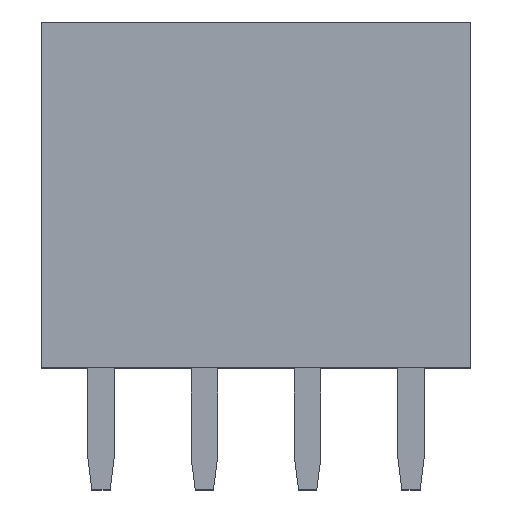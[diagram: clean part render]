
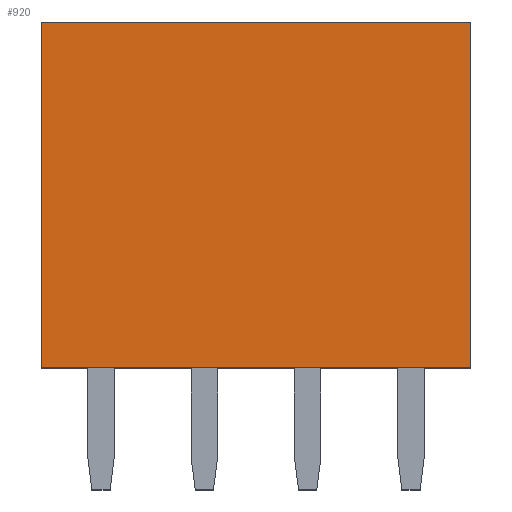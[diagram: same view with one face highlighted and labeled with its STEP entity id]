
A CAD part, top view. The second image highlights one B-rep face of the part: STEP entity #920.
In plain terms, the highlighted planar face has unit normal (0, 0, 1).
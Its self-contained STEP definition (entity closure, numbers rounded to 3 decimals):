
#920=ADVANCED_FACE('',(#1673),#1674,.T.);
#1673=FACE_OUTER_BOUND('',#3434,.T.);
#1674=PLANE('',#3435);
#3434=EDGE_LOOP('',(#4856,#4857,#4858,#4859));
#3435=AXIS2_PLACEMENT_3D('',#4860,#4861,#4862);
#4856=ORIENTED_EDGE('',*,*,#7622,.F.);
#4857=ORIENTED_EDGE('',*,*,#7766,.T.);
#4858=ORIENTED_EDGE('',*,*,#7759,.T.);
#4859=ORIENTED_EDGE('',*,*,#7767,.F.);
#4860=CARTESIAN_POINT('',(-1.27,0.0,1.25));
#4861=DIRECTION('',(0.0,0.0,1.0));
#4862=DIRECTION('',(1.0,0.0,0.0));
#7622=EDGE_CURVE('',#9395,#9397,#9398,.T.);
#7759=EDGE_CURVE('',#9621,#9622,#9623,.T.);
#7766=EDGE_CURVE('',#9395,#9621,#9634,.T.);
#7767=EDGE_CURVE('',#9397,#9622,#9635,.T.);
#9395=VERTEX_POINT('',#11128);
#9397=VERTEX_POINT('',#11131);
#9398=LINE('',#11132,#11133);
#9621=VERTEX_POINT('',#11492);
#9622=VERTEX_POINT('',#11493);
#9623=LINE('',#11494,#11495);
#9634=LINE('',#11512,#11513);
#9635=LINE('',#11514,#11515);
#11128=CARTESIAN_POINT('',(-9.09,0.0,1.25));
#11131=CARTESIAN_POINT('',(1.47,0.0,1.25));
#11132=CARTESIAN_POINT('',(-9.09,0.0,1.25));
#11133=VECTOR('',#12974,10.56);
#11492=CARTESIAN_POINT('',(-9.09,-8.5,1.25));
#11493=CARTESIAN_POINT('',(1.47,-8.5,1.25));
#11494=CARTESIAN_POINT('',(-9.09,-8.5,1.25));
#11495=VECTOR('',#13111,10.56);
#11512=CARTESIAN_POINT('',(-9.09,0.0,1.25));
#11513=VECTOR('',#13118,8.5);
#11514=CARTESIAN_POINT('',(1.47,0.0,1.25));
#11515=VECTOR('',#13119,8.5);
#12974=DIRECTION('',(1.0,0.0,0.0));
#13111=DIRECTION('',(1.0,0.0,0.0));
#13118=DIRECTION('',(0.0,-1.0,0.0));
#13119=DIRECTION('',(0.0,-1.0,0.0));
